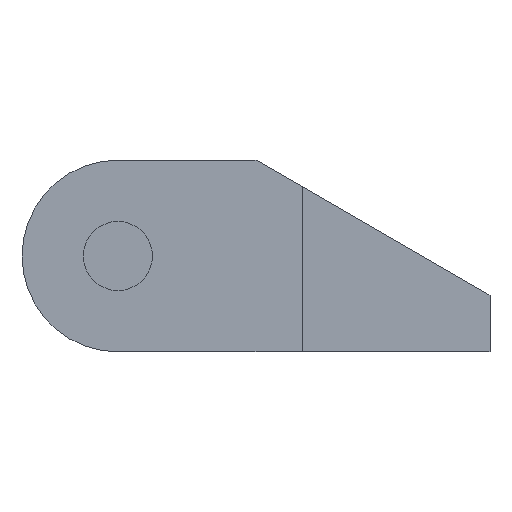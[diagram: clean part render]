
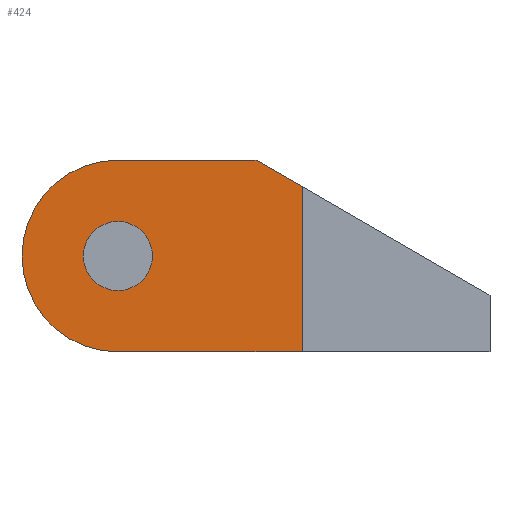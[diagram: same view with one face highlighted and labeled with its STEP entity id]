
A CAD part, front view. The second image highlights one B-rep face of the part: STEP entity #424.
In plain terms, the highlighted planar face has unit normal (0, -1, 0).
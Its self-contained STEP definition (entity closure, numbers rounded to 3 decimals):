
#17=LINE('',#619,#61);
#20=LINE('',#625,#64);
#34=LINE('',#660,#78);
#35=LINE('',#661,#79);
#61=VECTOR('',#503,9.);
#64=VECTOR('',#508,3.464);
#78=VECTOR('',#538,10.768);
#79=VECTOR('',#539,12.);
#106=FACE_BOUND('',#156,.T.);
#128=FACE_OUTER_BOUND('',#155,.T.);
#155=EDGE_LOOP('',(#320,#321,#322,#323,#324));
#156=EDGE_LOOP('',(#325));
#178=CIRCLE('',#450,2.25);
#179=CIRCLE('',#452,6.25);
#190=VERTEX_POINT('',#606);
#191=VERTEX_POINT('',#609);
#192=VERTEX_POINT('',#610);
#195=VERTEX_POINT('',#618);
#197=VERTEX_POINT('',#624);
#210=VERTEX_POINT('',#659);
#230=EDGE_CURVE('',#190,#190,#178,.T.);
#231=EDGE_CURVE('',#191,#192,#179,.T.);
#235=EDGE_CURVE('',#192,#195,#17,.T.);
#238=EDGE_CURVE('',#195,#197,#20,.T.);
#255=EDGE_CURVE('',#197,#210,#34,.T.);
#256=EDGE_CURVE('',#210,#191,#35,.T.);
#320=ORIENTED_EDGE('',*,*,#255,.F.);
#321=ORIENTED_EDGE('',*,*,#238,.F.);
#322=ORIENTED_EDGE('',*,*,#235,.F.);
#323=ORIENTED_EDGE('',*,*,#231,.F.);
#324=ORIENTED_EDGE('',*,*,#256,.F.);
#325=ORIENTED_EDGE('',*,*,#230,.T.);
#404=PLANE('',#463);
#424=ADVANCED_FACE('',(#128,#106),#404,.T.);
#450=AXIS2_PLACEMENT_3D('',#607,#491,#492);
#452=AXIS2_PLACEMENT_3D('',#611,#495,#496);
#463=AXIS2_PLACEMENT_3D('',#658,#536,#537);
#491=DIRECTION('center_axis',(0.,1.,0.));
#492=DIRECTION('ref_axis',(1.,0.,0.));
#495=DIRECTION('center_axis',(0.,1.,0.));
#496=DIRECTION('ref_axis',(0.,0.,-1.));
#503=DIRECTION('',(1.,0.,0.));
#508=DIRECTION('',(0.866,0.,-0.5));
#536=DIRECTION('center_axis',(0.,-1.,0.));
#537=DIRECTION('ref_axis',(0.,0.,-1.));
#538=DIRECTION('',(0.,0.,-1.));
#539=DIRECTION('',(-1.,0.,0.));
#606=CARTESIAN_POINT('',(-2.25,-1.5,0.));
#607=CARTESIAN_POINT('Origin',(0.,-1.5,0.));
#609=CARTESIAN_POINT('',(0.,-1.5,-6.25));
#610=CARTESIAN_POINT('',(0.,-1.5,6.25));
#611=CARTESIAN_POINT('Origin',(0.,-1.5,0.));
#618=CARTESIAN_POINT('',(9.,-1.5,6.25));
#619=CARTESIAN_POINT('',(0.,-1.5,6.25));
#624=CARTESIAN_POINT('',(12.,-1.5,4.518));
#625=CARTESIAN_POINT('',(9.,-1.5,6.25));
#658=CARTESIAN_POINT('Origin',(-3.25,-1.5,0.));
#659=CARTESIAN_POINT('',(12.,-1.5,-6.25));
#660=CARTESIAN_POINT('',(12.,-1.5,4.518));
#661=CARTESIAN_POINT('',(12.,-1.5,-6.25));
